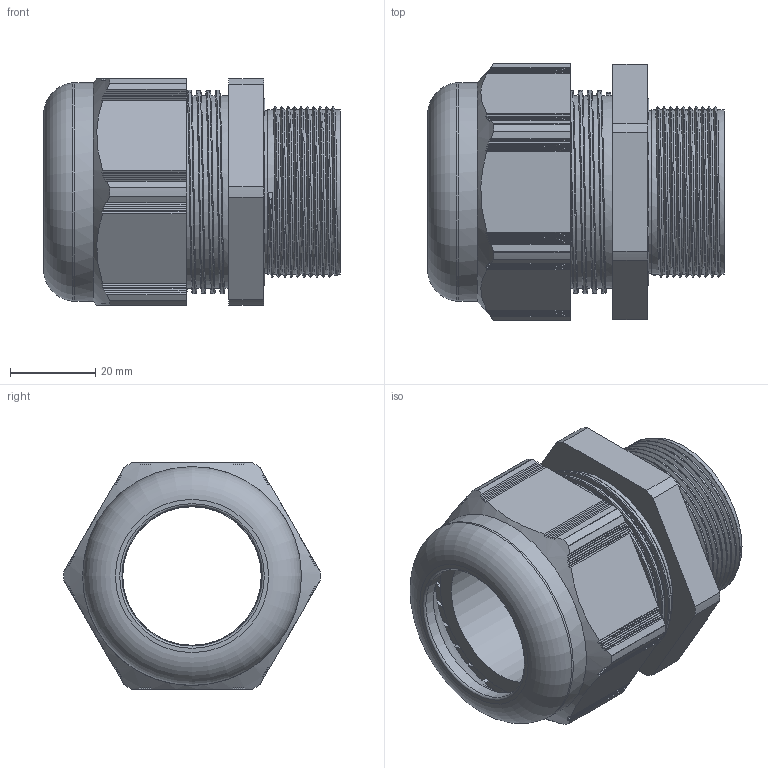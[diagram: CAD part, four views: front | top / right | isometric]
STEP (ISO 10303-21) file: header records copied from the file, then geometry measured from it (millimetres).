
FILE_DESCRIPTION(/* description */ ('Euro-Top-Stutzen M40'),/* implementation_level */ '2;1');
FILE_NAME(/* name */ '11080540-RST.stp',/* time_stamp */ '2016-08-17T11:45:41+02:00',/* author */ ('SL'),/* organization */ (''),/* preprocessor_version */ 'ST-DEVELOPER v15.2',/* originating_system */ 'Autodesk Inventor 2014',/* authorisation */ '');
FILE_SCHEMA (('AUTOMOTIVE_DESIGN { 1 0 10303 214 3 1 1 }'));
Length unit declared in the file: millimetre
Products named in the file (4): Euro-Top-19-BT-0001-11080540; Euro-Top-19-BT-0002-11080540; Euro-Top-19-BT-0003-11080540; Euro-Top-19-BG-0001-11080540
Assembly tree (3 placements, depth 2):
  Euro-Top-19-BG-0001-11080540
    Euro-Top-19-BT-0001-11080540
    Euro-Top-19-BT-0002-11080540
    Euro-Top-19-BT-0003-11080540
Bounding box: 69.5 x 60.05 x 53 mm (x, y, z)
Volume: 67931.5 mm3; surface area: 43468 mm2
Topology: 3 solids, 3 shells, 457 faces, 1313 edges, 869 vertices
Faces by surface type: plane 283, cylinder 125, torus 30, bspline 16, cone 3
Full cylindrical faces by diameter (mm): 32.42 x1, 32.54 x1, 32.87 x1, 36.73 x1, 38.15 x1, 38.478 x10, 39.73 x1, 39.94 x1, 43.37 x1, 45.06 x8, 45.95 x9, 48.45 x8, 51.2 x1
Entity records: 37565 total; most frequent: CARTESIAN_POINT 26960, ORIENTED_EDGE 2370, DIRECTION 2041, EDGE_CURVE 1185, VERTEX_POINT 798, AXIS2_PLACEMENT_3D 710, LINE 621, VECTOR 621
